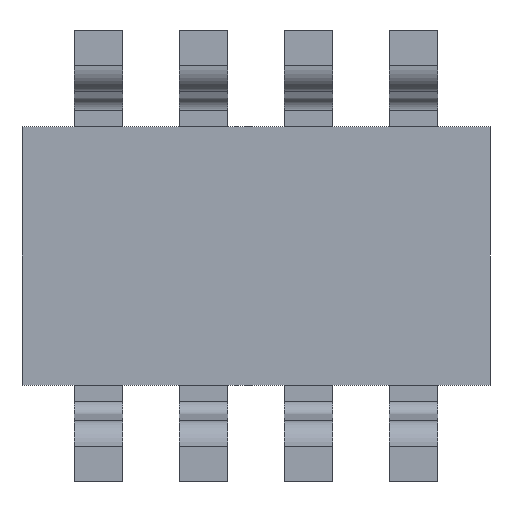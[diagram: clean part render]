
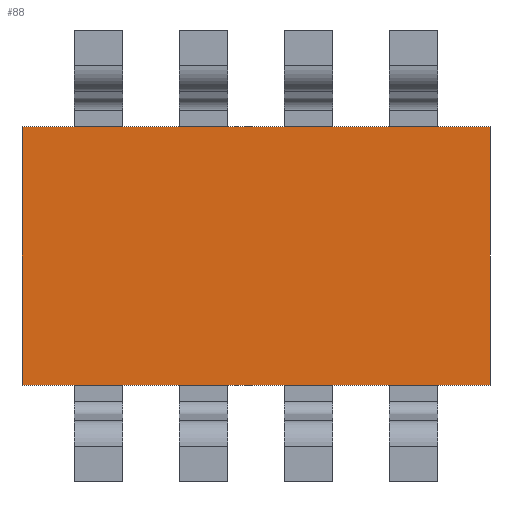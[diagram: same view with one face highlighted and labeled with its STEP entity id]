
A CAD part, front view. The second image highlights one B-rep face of the part: STEP entity #88.
In plain terms, the highlighted planar face has unit normal (0, -1, 0).
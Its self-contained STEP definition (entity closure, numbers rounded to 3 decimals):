
#4 = ORIENTED_EDGE ( 'NONE', *, *, #789, .T. ) ;
#12 = DIRECTION ( 'NONE',  ( 1., 0., 0. ) ) ;
#71 = DIRECTION ( 'NONE',  ( 0., 0., -1. ) ) ;
#88 = ADVANCED_FACE ( 'NONE', ( #800 ), #342, .T. ) ;
#199 = DIRECTION ( 'NONE',  ( -1., 0., 0. ) ) ;
#217 = LINE ( 'NONE', #775, #726 ) ;
#255 = VERTEX_POINT ( 'NONE', #1097 ) ;
#342 = PLANE ( 'NONE',  #1060 ) ;
#354 = VECTOR ( 'NONE', #12, 1000. ) ;
#366 = EDGE_CURVE ( 'NONE', #411, #542, #217, .T. ) ;
#411 = VERTEX_POINT ( 'NONE', #1067 ) ;
#434 = CARTESIAN_POINT ( 'NONE',  ( 1.45, 0.05, -0.8 ) ) ;
#442 = CARTESIAN_POINT ( 'NONE',  ( -1.45, 0.05, 0.8 ) ) ;
#484 = VECTOR ( 'NONE', #71, 1000. ) ;
#542 = VERTEX_POINT ( 'NONE', #442 ) ;
#544 = DIRECTION ( 'NONE',  ( 0., 0., -1. ) ) ;
#565 = CARTESIAN_POINT ( 'NONE',  ( 1.45, 0.05, -0.8 ) ) ;
#568 = EDGE_LOOP ( 'NONE', ( #837, #587, #4, #1207 ) ) ;
#574 = CARTESIAN_POINT ( 'NONE',  ( 1.45, 0.05, -0.8 ) ) ;
#587 = ORIENTED_EDGE ( 'NONE', *, *, #942, .T. ) ;
#643 = CARTESIAN_POINT ( 'NONE',  ( -1.45, 0.05, -0.8 ) ) ;
#726 = VECTOR ( 'NONE', #199, 1000. ) ;
#751 = EDGE_CURVE ( 'NONE', #542, #1039, #999, .T. ) ;
#775 = CARTESIAN_POINT ( 'NONE',  ( 1.45, 0.05, 0.8 ) ) ;
#789 = EDGE_CURVE ( 'NONE', #255, #411, #1127, .T. ) ;
#800 = FACE_OUTER_BOUND ( 'NONE', #568, .T. ) ;
#837 = ORIENTED_EDGE ( 'NONE', *, *, #751, .T. ) ;
#885 = VECTOR ( 'NONE', #916, 1000. ) ;
#916 = DIRECTION ( 'NONE',  ( 0., 0., 1. ) ) ;
#942 = EDGE_CURVE ( 'NONE', #1039, #255, #1101, .T. ) ;
#973 = CARTESIAN_POINT ( 'NONE',  ( -1.45, 0.05, -0.8 ) ) ;
#999 = LINE ( 'NONE', #643, #484 ) ;
#1039 = VERTEX_POINT ( 'NONE', #973 ) ;
#1060 = AXIS2_PLACEMENT_3D ( 'NONE', #565, #1119, #544 ) ;
#1067 = CARTESIAN_POINT ( 'NONE',  ( 1.45, 0.05, 0.8 ) ) ;
#1097 = CARTESIAN_POINT ( 'NONE',  ( 1.45, 0.05, -0.8 ) ) ;
#1101 = LINE ( 'NONE', #574, #354 ) ;
#1119 = DIRECTION ( 'NONE',  ( 0., -1., 0. ) ) ;
#1127 = LINE ( 'NONE', #434, #885 ) ;
#1207 = ORIENTED_EDGE ( 'NONE', *, *, #366, .T. ) ;
